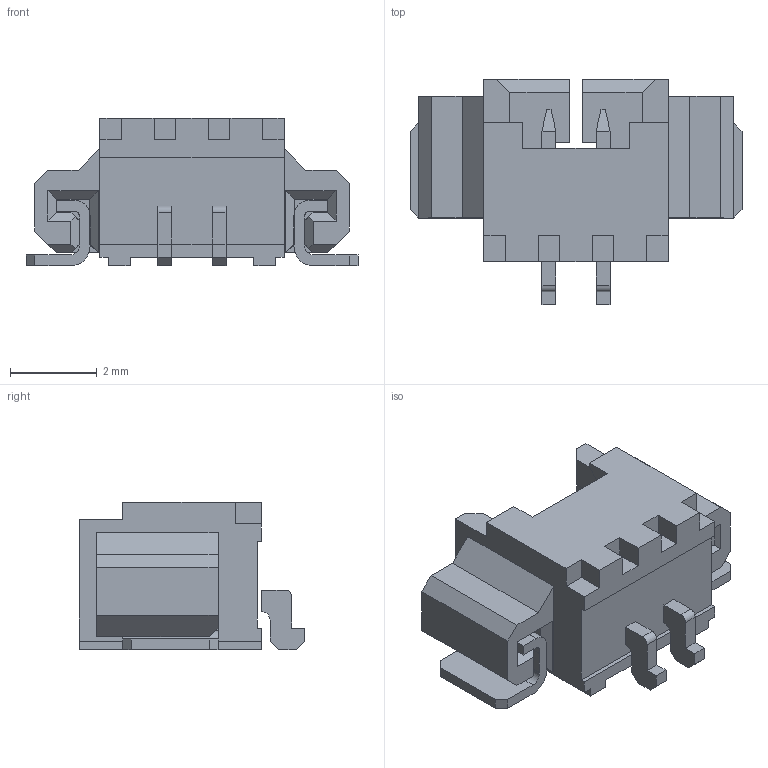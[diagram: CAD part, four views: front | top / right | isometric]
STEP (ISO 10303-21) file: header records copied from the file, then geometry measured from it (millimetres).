
FILE_DESCRIPTION(/* description */ (''),/* implementation_level */ '2;1');
FILE_NAME(/* name */ 'PICOBLADE Col v3.step',/* time_stamp */ '2021-09-11T18:36:15+10:00',/* author */ (''),/* organization */ (''),/* preprocessor_version */ 'ST-DEVELOPER v18.1',/* originating_system */ 'Autodesk Translation Framework v10.10.0.1391',/* authorisation */ '');
FILE_SCHEMA (('AUTOMOTIVE_DESIGN { 1 0 10303 214 3 1 1 }'));
Length unit declared in the file: metre
Products named in the file (1): PICOBLADE
Bounding box: 7.65 x 5.2 x 3.4 mm (x, y, z)
Volume: 47.5 mm3; surface area: 202.7 mm2
Topology: 7 solids, 7 shells, 223 faces, 599 edges, 392 vertices
Faces by surface type: plane 209, cylinder 14
Entity records: 6866 total; most frequent: CARTESIAN_POINT 1215, ORIENTED_EDGE 1198, DIRECTION 1075, EDGE_CURVE 599, LINE 571, VECTOR 571, VERTEX_POINT 392, AXIS2_PLACEMENT_3D 252
